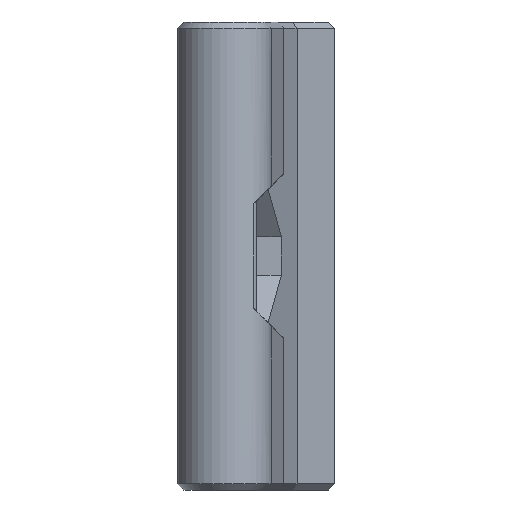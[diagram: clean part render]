
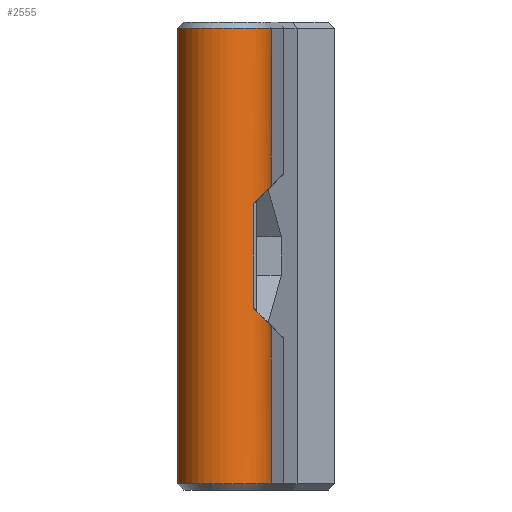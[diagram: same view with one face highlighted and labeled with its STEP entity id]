
A CAD part, left-side view. The second image highlights one B-rep face of the part: STEP entity #2555.
In plain terms, the highlighted cylindrical face has radius 6 mm (diameter 12 mm), a partial arc.
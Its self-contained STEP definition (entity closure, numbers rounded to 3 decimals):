
#46=CIRCLE('',#2740,6.);
#47=CIRCLE('',#2741,6.);
#206=FACE_OUTER_BOUND('',#364,.T.);
#364=EDGE_LOOP('',(#1913,#1914,#1915,#1916,#1917,#1918,#1919,#1920));
#512=ELLIPSE('',#2739,8.485,6.);
#513=ELLIPSE('',#2742,8.485,6.);
#535=LINE('',#3733,#861);
#600=LINE('',#3881,#926);
#606=LINE('',#3896,#932);
#607=LINE('',#3901,#933);
#861=VECTOR('',#2937,10.);
#926=VECTOR('',#3036,10.);
#932=VECTOR('',#3048,10.);
#933=VECTOR('',#3053,10.);
#1193=VERTEX_POINT('',#3730);
#1194=VERTEX_POINT('',#3732);
#1257=VERTEX_POINT('',#3874);
#1260=VERTEX_POINT('',#3879);
#1265=VERTEX_POINT('',#3893);
#1266=VERTEX_POINT('',#3895);
#1267=VERTEX_POINT('',#3898);
#1268=VERTEX_POINT('',#3900);
#1432=EDGE_CURVE('',#1193,#1194,#535,.T.);
#1505=EDGE_CURVE('',#1260,#1257,#600,.T.);
#1511=EDGE_CURVE('',#1260,#1265,#512,.T.);
#1512=EDGE_CURVE('',#1266,#1265,#606,.T.);
#1513=EDGE_CURVE('',#1194,#1266,#46,.T.);
#1514=EDGE_CURVE('',#1267,#1193,#47,.T.);
#1515=EDGE_CURVE('',#1268,#1267,#607,.T.);
#1516=EDGE_CURVE('',#1268,#1257,#513,.T.);
#1913=ORIENTED_EDGE('',*,*,#1511,.T.);
#1914=ORIENTED_EDGE('',*,*,#1512,.F.);
#1915=ORIENTED_EDGE('',*,*,#1513,.F.);
#1916=ORIENTED_EDGE('',*,*,#1432,.F.);
#1917=ORIENTED_EDGE('',*,*,#1514,.F.);
#1918=ORIENTED_EDGE('',*,*,#1515,.F.);
#1919=ORIENTED_EDGE('',*,*,#1516,.T.);
#1920=ORIENTED_EDGE('',*,*,#1505,.F.);
#2530=CYLINDRICAL_SURFACE('',#2738,6.);
#2555=ADVANCED_FACE('',(#206),#2530,.T.);
#2738=AXIS2_PLACEMENT_3D('',#3892,#3044,#3045);
#2739=AXIS2_PLACEMENT_3D('',#3894,#3046,#3047);
#2740=AXIS2_PLACEMENT_3D('',#3897,#3049,#3050);
#2741=AXIS2_PLACEMENT_3D('',#3899,#3051,#3052);
#2742=AXIS2_PLACEMENT_3D('',#3902,#3054,#3055);
#2937=DIRECTION('',(0.,0.,1.));
#3036=DIRECTION('',(0.,0.,-1.));
#3044=DIRECTION('center_axis',(0.,0.,-1.));
#3045=DIRECTION('ref_axis',(-1.,0.,0.));
#3046=DIRECTION('center_axis',(0.,0.707,0.707));
#3047=DIRECTION('ref_axis',(0.,0.707,-0.707));
#3048=DIRECTION('',(0.,0.,-1.));
#3049=DIRECTION('center_axis',(0.,0.,1.));
#3050=DIRECTION('ref_axis',(-1.,0.,0.));
#3051=DIRECTION('center_axis',(0.,0.,-1.));
#3052=DIRECTION('ref_axis',(-1.,0.,0.));
#3053=DIRECTION('',(0.,0.,-1.));
#3054=DIRECTION('center_axis',(0.,0.707,-0.707));
#3055=DIRECTION('ref_axis',(0.,0.707,0.707));
#3730=CARTESIAN_POINT('',(-30.889,60.623,0.8));
#3732=CARTESIAN_POINT('',(-30.889,60.623,59.2));
#3733=CARTESIAN_POINT('',(-30.889,60.623,60.));
#3874=CARTESIAN_POINT('',(-39.543,52.375,23.297));
#3879=CARTESIAN_POINT('',(-39.543,52.375,36.703));
#3881=CARTESIAN_POINT('',(-39.543,52.375,60.));
#3892=CARTESIAN_POINT('Origin',(-34.858,56.123,60.));
#3893=CARTESIAN_POINT('',(-31.868,50.921,38.157));
#3894=CARTESIAN_POINT('Origin',(-34.858,56.123,32.955));
#3895=CARTESIAN_POINT('',(-31.868,50.921,59.2));
#3896=CARTESIAN_POINT('',(-31.868,50.921,60.));
#3897=CARTESIAN_POINT('Origin',(-34.858,56.123,59.2));
#3898=CARTESIAN_POINT('',(-31.868,50.921,0.8));
#3899=CARTESIAN_POINT('Origin',(-34.858,56.123,0.8));
#3900=CARTESIAN_POINT('',(-31.868,50.921,21.843));
#3901=CARTESIAN_POINT('',(-31.868,50.921,60.));
#3902=CARTESIAN_POINT('Origin',(-34.858,56.123,27.045));
